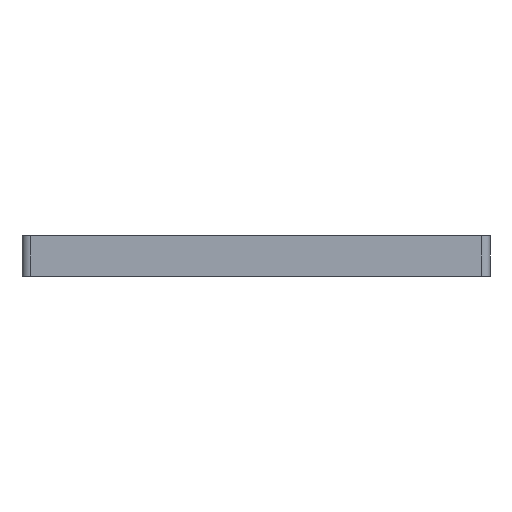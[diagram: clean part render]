
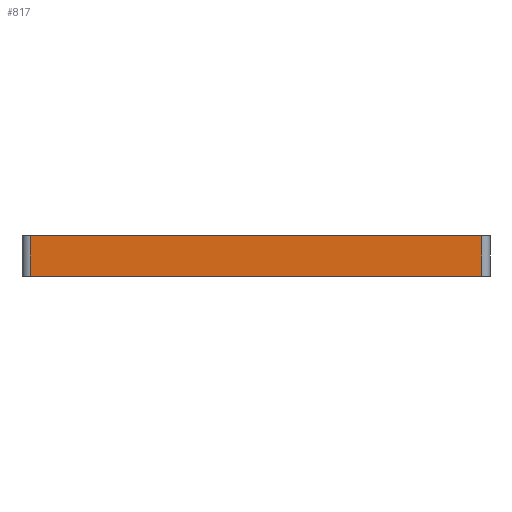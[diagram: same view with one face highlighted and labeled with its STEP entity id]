
A CAD part, left-side view. The second image highlights one B-rep face of the part: STEP entity #817.
In plain terms, the highlighted free-form (B-spline) face has degree [1, 1] with [2, 2] control points.
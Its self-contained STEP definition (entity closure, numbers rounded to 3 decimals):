
#263 = VERTEX_POINT('',#264);
#264 = CARTESIAN_POINT('',(-101.729,14.936,0.));
#272 = EDGE_CURVE('',#273,#263,#275,.T.);
#273 = VERTEX_POINT('',#274);
#274 = CARTESIAN_POINT('',(-101.729,-14.936,0.));
#275 = B_SPLINE_CURVE_WITH_KNOTS('',1,(#276,#277),.UNSPECIFIED.,.F.,.F.,
  (2,2),(0.,27.),.PIECEWISE_BEZIER_KNOTS.);
#276 = CARTESIAN_POINT('',(-101.729,-14.936,0.));
#277 = CARTESIAN_POINT('',(-101.729,14.936,0.));
#440 = VERTEX_POINT('',#441);
#441 = CARTESIAN_POINT('',(-101.729,-14.936,
    -2.655));
#449 = EDGE_CURVE('',#440,#450,#452,.T.);
#450 = VERTEX_POINT('',#451);
#451 = CARTESIAN_POINT('',(-101.729,14.936,
    -2.655));
#452 = B_SPLINE_CURVE_WITH_KNOTS('',1,(#453,#454),.UNSPECIFIED.,.F.,.F.,
  (2,2),(0.,27.),.PIECEWISE_BEZIER_KNOTS.);
#453 = CARTESIAN_POINT('',(-101.729,-14.936,
    -2.655));
#454 = CARTESIAN_POINT('',(-101.729,14.936,
    -2.655));
#799 = EDGE_CURVE('',#263,#450,#800,.T.);
#800 = B_SPLINE_CURVE_WITH_KNOTS('',1,(#801,#802),.UNSPECIFIED.,.F.,.F.,
  (2,2),(0.,1.),.PIECEWISE_BEZIER_KNOTS.);
#801 = CARTESIAN_POINT('',(-101.729,14.936,0.));
#802 = CARTESIAN_POINT('',(-101.729,14.936,
    -2.655));
#817 = ADVANCED_FACE('',(#818),#828,.F.);
#818 = FACE_BOUND('',#819,.T.);
#819 = EDGE_LOOP('',(#820,#825,#826,#827));
#820 = ORIENTED_EDGE('',*,*,#821,.F.);
#821 = EDGE_CURVE('',#273,#440,#822,.T.);
#822 = B_SPLINE_CURVE_WITH_KNOTS('',1,(#823,#824),.UNSPECIFIED.,.F.,.F.,
  (2,2),(0.,2.4),.PIECEWISE_BEZIER_KNOTS.);
#823 = CARTESIAN_POINT('',(-101.729,-14.936,0.));
#824 = CARTESIAN_POINT('',(-101.729,-14.936,
    -2.655));
#825 = ORIENTED_EDGE('',*,*,#272,.T.);
#826 = ORIENTED_EDGE('',*,*,#799,.T.);
#827 = ORIENTED_EDGE('',*,*,#449,.F.);
#828 = B_SPLINE_SURFACE_WITH_KNOTS('',1,1,(
    (#829,#830)
    ,(#831,#832
    )),.UNSPECIFIED.,.F.,.F.,.F.,(2,2),(2,2),(-13.5,13.5),(-2.4,0.),
  .PIECEWISE_BEZIER_KNOTS.);
#829 = CARTESIAN_POINT('',(-101.729,-14.936,
    -2.655));
#830 = CARTESIAN_POINT('',(-101.729,-14.936,0.));
#831 = CARTESIAN_POINT('',(-101.729,14.936,
    -2.655));
#832 = CARTESIAN_POINT('',(-101.729,14.936,0.));
